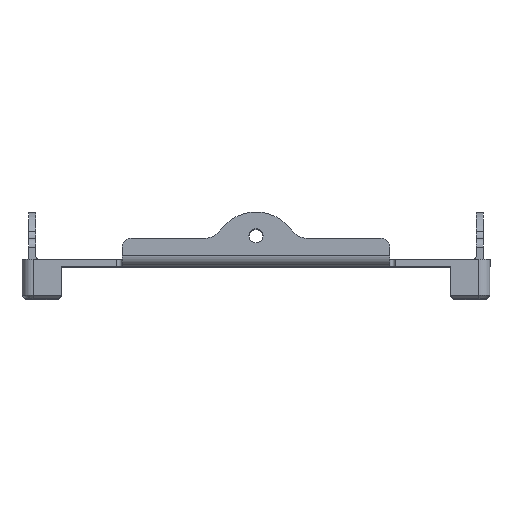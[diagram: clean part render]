
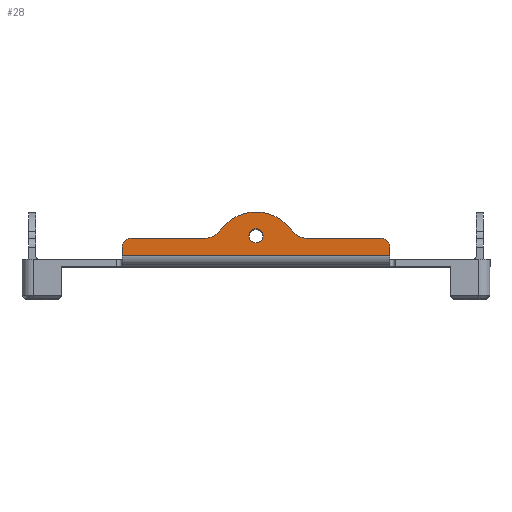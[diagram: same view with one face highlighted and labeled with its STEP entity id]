
A CAD part, top view. The second image highlights one B-rep face of the part: STEP entity #28.
In plain terms, the highlighted planar face has unit normal (0, 0, 1).
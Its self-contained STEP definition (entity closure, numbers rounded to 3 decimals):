
#28 = ADVANCED_FACE ( 'NONE', ( #2375, #3171 ), #3607, .F. ) ;
#33 = CARTESIAN_POINT ( 'NONE',  ( 0., 6.5, 48.6 ) ) ;
#78 = VERTEX_POINT ( 'NONE', #2345 ) ;
#79 = CARTESIAN_POINT ( 'NONE',  ( -10.69, 9.5, 48.6 ) ) ;
#177 = DIRECTION ( 'NONE',  ( -1., 0., 0. ) ) ;
#365 = CIRCLE ( 'NONE', #1285, 3.5 ) ;
#391 = DIRECTION ( 'NONE',  ( 0., 0., 1. ) ) ;
#428 = ORIENTED_EDGE ( 'NONE', *, *, #5606, .T. ) ;
#549 = VERTEX_POINT ( 'NONE', #1163 ) ;
#568 = LINE ( 'NONE', #3537, #1277 ) ;
#721 = CARTESIAN_POINT ( 'NONE',  ( -10.69, 6., 48.6 ) ) ;
#800 = CARTESIAN_POINT ( 'NONE',  ( 0., 2.05, 48.6 ) ) ;
#829 = CARTESIAN_POINT ( 'NONE',  ( 0., 6.5, 48.6 ) ) ;
#933 = CARTESIAN_POINT ( 'NONE',  ( -26.605, 6., 48.6 ) ) ;
#973 = LINE ( 'NONE', #5394, #4793 ) ;
#1042 = EDGE_CURVE ( 'NONE', #78, #549, #1577, .T. ) ;
#1053 = AXIS2_PLACEMENT_3D ( 'NONE', #1588, #2410, #2353 ) ;
#1067 = EDGE_CURVE ( 'NONE', #3332, #1384, #3673, .T. ) ;
#1081 = EDGE_CURVE ( 'NONE', #3896, #4431, #973, .T. ) ;
#1090 = ORIENTED_EDGE ( 'NONE', *, *, #5151, .F. ) ;
#1091 = AXIS2_PLACEMENT_3D ( 'NONE', #33, #2702, #4827 ) ;
#1163 = CARTESIAN_POINT ( 'NONE',  ( 7.819, 7.499, 48.6 ) ) ;
#1277 = VECTOR ( 'NONE', #3101, 1000. ) ;
#1285 = AXIS2_PLACEMENT_3D ( 'NONE', #79, #1828, #4905 ) ;
#1365 = ORIENTED_EDGE ( 'NONE', *, *, #4512, .F. ) ;
#1384 = VERTEX_POINT ( 'NONE', #4259 ) ;
#1417 = ORIENTED_EDGE ( 'NONE', *, *, #2490, .T. ) ;
#1492 = DIRECTION ( 'NONE',  ( 0., 0., 1. ) ) ;
#1532 = CARTESIAN_POINT ( 'NONE',  ( 1.5, 6.5, 48.6 ) ) ;
#1541 = CARTESIAN_POINT ( 'NONE',  ( 26.605, 4., 48.6 ) ) ;
#1550 = CARTESIAN_POINT ( 'NONE',  ( -26.605, 4., 48.6 ) ) ;
#1577 = CIRCLE ( 'NONE', #4425, 9.53 ) ;
#1588 = CARTESIAN_POINT ( 'NONE',  ( 10.69, 9.5, 48.6 ) ) ;
#1737 = EDGE_LOOP ( 'NONE', ( #2029, #2526, #1365, #4242, #5659, #428, #1090, #1417, #2786, #2889 ) ) ;
#1794 = DIRECTION ( 'NONE',  ( 1., 0., 0. ) ) ;
#1828 = DIRECTION ( 'NONE',  ( 0., 0., -1. ) ) ;
#1906 = VERTEX_POINT ( 'NONE', #933 ) ;
#1911 = LINE ( 'NONE', #3705, #2584 ) ;
#1939 = DIRECTION ( 'NONE',  ( 0., -1., 0. ) ) ;
#1993 = CARTESIAN_POINT ( 'NONE',  ( 28.605, 13.02, 48.6 ) ) ;
#2026 = DIRECTION ( 'NONE',  ( -1., 0., 0. ) ) ;
#2029 = ORIENTED_EDGE ( 'NONE', *, *, #5680, .F. ) ;
#2121 = CARTESIAN_POINT ( 'NONE',  ( -28.605, 2.29, 48.6 ) ) ;
#2345 = CARTESIAN_POINT ( 'NONE',  ( -7.819, 7.499, 48.6 ) ) ;
#2353 = DIRECTION ( 'NONE',  ( -1., 0., 0. ) ) ;
#2375 = FACE_BOUND ( 'NONE', #4216, .T. ) ;
#2410 = DIRECTION ( 'NONE',  ( 0., 0., -1. ) ) ;
#2413 = CARTESIAN_POINT ( 'NONE',  ( -28.605, 4., 48.6 ) ) ;
#2490 = EDGE_CURVE ( 'NONE', #1906, #4530, #4926, .T. ) ;
#2523 = DIRECTION ( 'NONE',  ( 0., 0., -1. ) ) ;
#2526 = ORIENTED_EDGE ( 'NONE', *, *, #5331, .T. ) ;
#2570 = AXIS2_PLACEMENT_3D ( 'NONE', #829, #391, #3182 ) ;
#2584 = VECTOR ( 'NONE', #5050, 1000. ) ;
#2701 = AXIS2_PLACEMENT_3D ( 'NONE', #1550, #1492, #177 ) ;
#2702 = DIRECTION ( 'NONE',  ( 0., 0., 1. ) ) ;
#2766 = DIRECTION ( 'NONE',  ( 0., 0., -1. ) ) ;
#2786 = ORIENTED_EDGE ( 'NONE', *, *, #3938, .T. ) ;
#2814 = VECTOR ( 'NONE', #1939, 1000. ) ;
#2889 = ORIENTED_EDGE ( 'NONE', *, *, #1081, .T. ) ;
#2896 = DIRECTION ( 'NONE',  ( 0., 0., 1. ) ) ;
#2909 = CARTESIAN_POINT ( 'NONE',  ( -28.605, 13.02, 48.6 ) ) ;
#2937 = ORIENTED_EDGE ( 'NONE', *, *, #4055, .F. ) ;
#3087 = AXIS2_PLACEMENT_3D ( 'NONE', #1541, #2896, #2026 ) ;
#3101 = DIRECTION ( 'NONE',  ( 1., 0., 0. ) ) ;
#3171 = FACE_OUTER_BOUND ( 'NONE', #1737, .T. ) ;
#3182 = DIRECTION ( 'NONE',  ( 1., 0., 0. ) ) ;
#3332 = VERTEX_POINT ( 'NONE', #1532 ) ;
#3338 = EDGE_CURVE ( 'NONE', #5622, #549, #4810, .T. ) ;
#3371 = ORIENTED_EDGE ( 'NONE', *, *, #1067, .F. ) ;
#3516 = CARTESIAN_POINT ( 'NONE',  ( 26.605, 6., 48.6 ) ) ;
#3537 = CARTESIAN_POINT ( 'NONE',  ( 0., 6., 48.6 ) ) ;
#3607 = PLANE ( 'NONE',  #5551 ) ;
#3673 = CIRCLE ( 'NONE', #2570, 1.5 ) ;
#3705 = CARTESIAN_POINT ( 'NONE',  ( 0., 6., 48.6 ) ) ;
#3781 = LINE ( 'NONE', #2909, #5309 ) ;
#3896 = VERTEX_POINT ( 'NONE', #2121 ) ;
#3938 = EDGE_CURVE ( 'NONE', #4530, #3896, #3781, .T. ) ;
#4055 = EDGE_CURVE ( 'NONE', #1384, #3332, #5403, .T. ) ;
#4067 = VERTEX_POINT ( 'NONE', #3516 ) ;
#4176 = VERTEX_POINT ( 'NONE', #5689 ) ;
#4216 = EDGE_LOOP ( 'NONE', ( #3371, #2937 ) ) ;
#4242 = ORIENTED_EDGE ( 'NONE', *, *, #3338, .T. ) ;
#4259 = CARTESIAN_POINT ( 'NONE',  ( -1.5, 6.5, 48.6 ) ) ;
#4295 = DIRECTION ( 'NONE',  ( 1., 0., 0. ) ) ;
#4425 = AXIS2_PLACEMENT_3D ( 'NONE', #800, #2523, #4295 ) ;
#4431 = VERTEX_POINT ( 'NONE', #5426 ) ;
#4512 = EDGE_CURVE ( 'NONE', #5622, #4067, #1911, .T. ) ;
#4530 = VERTEX_POINT ( 'NONE', #2413 ) ;
#4640 = CARTESIAN_POINT ( 'NONE',  ( 10.69, 6., 48.6 ) ) ;
#4793 = VECTOR ( 'NONE', #1794, 1000. ) ;
#4810 = CIRCLE ( 'NONE', #1053, 3.5 ) ;
#4827 = DIRECTION ( 'NONE',  ( 1., 0., 0. ) ) ;
#4905 = DIRECTION ( 'NONE',  ( -1., 0., 0. ) ) ;
#4921 = VERTEX_POINT ( 'NONE', #721 ) ;
#4926 = CIRCLE ( 'NONE', #2701, 2. ) ;
#4950 = CARTESIAN_POINT ( 'NONE',  ( 28.605, 13.02, 48.6 ) ) ;
#5050 = DIRECTION ( 'NONE',  ( 1., 0., 0. ) ) ;
#5075 = LINE ( 'NONE', #1993, #2814 ) ;
#5146 = DIRECTION ( 'NONE',  ( 0., -1., 0. ) ) ;
#5151 = EDGE_CURVE ( 'NONE', #1906, #4921, #568, .T. ) ;
#5309 = VECTOR ( 'NONE', #5146, 1000. ) ;
#5331 = EDGE_CURVE ( 'NONE', #4176, #4067, #5600, .T. ) ;
#5351 = DIRECTION ( 'NONE',  ( -1., 0., 0. ) ) ;
#5394 = CARTESIAN_POINT ( 'NONE',  ( 28.605, 2.29, 48.6 ) ) ;
#5403 = CIRCLE ( 'NONE', #1091, 1.5 ) ;
#5426 = CARTESIAN_POINT ( 'NONE',  ( 28.605, 2.29, 48.6 ) ) ;
#5551 = AXIS2_PLACEMENT_3D ( 'NONE', #4950, #2766, #5351 ) ;
#5600 = CIRCLE ( 'NONE', #3087, 2. ) ;
#5606 = EDGE_CURVE ( 'NONE', #78, #4921, #365, .T. ) ;
#5622 = VERTEX_POINT ( 'NONE', #4640 ) ;
#5659 = ORIENTED_EDGE ( 'NONE', *, *, #1042, .F. ) ;
#5680 = EDGE_CURVE ( 'NONE', #4176, #4431, #5075, .T. ) ;
#5689 = CARTESIAN_POINT ( 'NONE',  ( 28.605, 4., 48.6 ) ) ;
